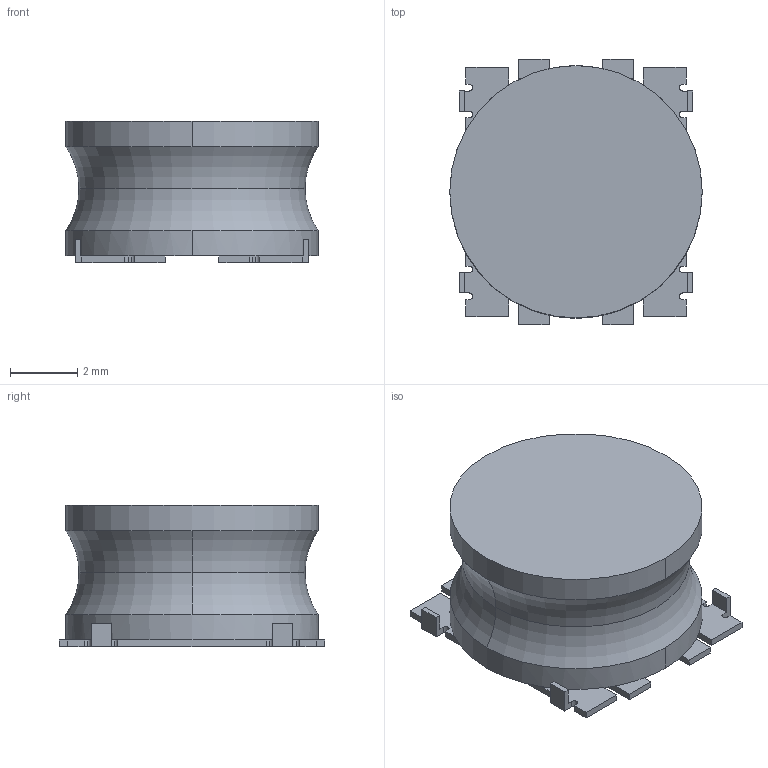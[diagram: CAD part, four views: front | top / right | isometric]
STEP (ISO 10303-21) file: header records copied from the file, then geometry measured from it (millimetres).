
FILE_DESCRIPTION(('FreeCAD Model'),'2;1');
FILE_NAME('User Library-VLP8040T-1.step', '2019-03-01T16:48:38',('kicad StepUp'),('ksu MCAD'), 'Open CASCADE STEP processor 7.2','FreeCAD','Unknown');
FILE_SCHEMA(('AUTOMOTIVE_DESIGN { 1 0 10303 214 1 1 1 1 }'));
Length unit declared in the file: millimetre
Products named in the file (1): User_Library-VLP8040T-1
Bounding box: 7.5 x 7.9 x 4.2 mm (x, y, z)
Volume: 169.4 mm3; surface area: 209.8 mm2
Topology: 1 solids, 1 shells, 114 faces, 318 edges, 206 vertices
Faces by surface type: plane 82, cylinder 28, torus 4
Entity records: 4451 total; most frequent: CARTESIAN_POINT 639, ORIENTED_EDGE 636, DIRECTION 630, EDGE_CURVE 318, LINE 236, VECTOR 236, VERTEX_POINT 206, AXIS2_PLACEMENT_3D 197
